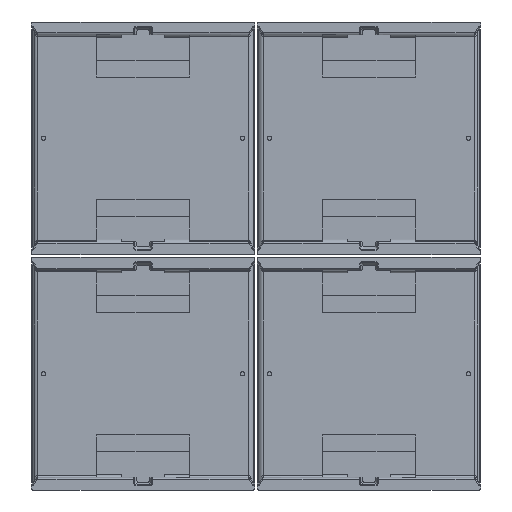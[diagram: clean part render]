
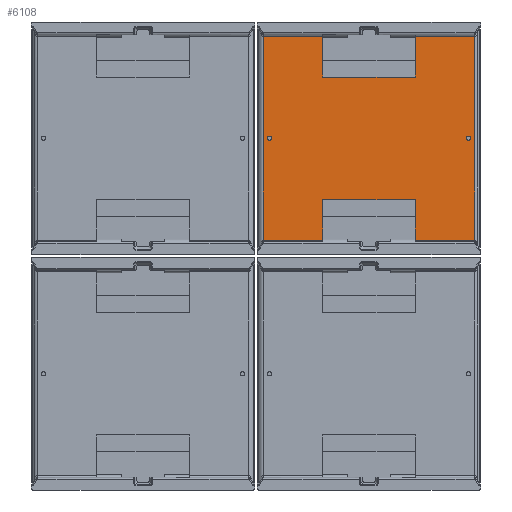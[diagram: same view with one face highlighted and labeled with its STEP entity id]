
A CAD part, front view. The second image highlights one B-rep face of the part: STEP entity #6108.
In plain terms, the highlighted planar face has unit normal (0, -1, 0).
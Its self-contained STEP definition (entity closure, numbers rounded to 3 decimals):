
#711=CARTESIAN_POINT('',(-12.543,2.4,-12.079));
#791=DIRECTION('',(1.,0.,0.));
#792=VECTOR('',#791,7.019);
#793=CARTESIAN_POINT('',(-12.519,2.4,12.078));
#794=LINE('39527',#793,#792);
#798=DIRECTION('',(1.,0.,0.));
#799=VECTOR('',#798,11.);
#800=CARTESIAN_POINT('',(-5.5,2.4,7.275));
#801=LINE('25316',#800,#799);
#805=DIRECTION('',(1.,0.,0.));
#806=VECTOR('',#805,7.019);
#807=CARTESIAN_POINT('',(5.5,2.4,12.078));
#808=LINE('39581',#807,#806);
#812=CARTESIAN_POINT('',(12.519,2.4,12.078));
#813=CARTESIAN_POINT('',(12.522,2.4,12.078));
#814=CARTESIAN_POINT('',(12.527,2.4,12.079));
#815=CARTESIAN_POINT('',(12.535,2.4,12.079));
#816=CARTESIAN_POINT('',(12.54,2.4,12.079));
#817=CARTESIAN_POINT('',(12.543,2.4,12.079));
#822=DIRECTION('',(0.,0.,1.));
#823=VECTOR('',#822,24.159);
#824=CARTESIAN_POINT('',(12.543,2.4,-12.079));
#825=LINE('39614',#824,#823);
#829=CARTESIAN_POINT('',(12.543,2.4,-12.079));
#830=CARTESIAN_POINT('',(12.54,2.4,-12.079));
#831=CARTESIAN_POINT('',(12.535,2.4,-12.079));
#832=CARTESIAN_POINT('',(12.527,2.4,-12.079));
#833=CARTESIAN_POINT('',(12.522,2.4,-12.078));
#834=CARTESIAN_POINT('',(12.519,2.4,-12.078));
#839=DIRECTION('',(-1.,0.,0.));
#840=VECTOR('',#839,7.019);
#841=CARTESIAN_POINT('',(12.519,2.4,-12.078));
#842=LINE('39557',#841,#840);
#846=DIRECTION('',(-1.,0.,0.));
#847=VECTOR('',#846,11.);
#848=CARTESIAN_POINT('',(5.5,2.4,-7.275));
#849=LINE('25319',#848,#847);
#853=DIRECTION('',(-1.,0.,0.));
#854=VECTOR('',#853,7.019);
#855=CARTESIAN_POINT('',(-5.5,2.4,-12.078));
#856=LINE('39551',#855,#854);
#860=CARTESIAN_POINT('',(-12.519,2.4,-12.078));
#861=CARTESIAN_POINT('',(-12.522,2.4,-12.078));
#862=CARTESIAN_POINT('',(-12.527,2.4,-12.079));
#863=CARTESIAN_POINT('',(-12.535,2.4,-12.079));
#864=CARTESIAN_POINT('',(-12.54,2.4,-12.079));
#865=CARTESIAN_POINT('',(-12.543,2.4,-12.079));
#870=DIRECTION('',(0.,0.,-1.));
#871=VECTOR('',#870,24.159);
#872=CARTESIAN_POINT('',(-12.543,2.4,12.079));
#873=LINE('39613',#872,#871);
#877=CARTESIAN_POINT('',(-12.543,2.4,12.079));
#878=CARTESIAN_POINT('',(-12.54,2.4,12.079));
#879=CARTESIAN_POINT('',(-12.535,2.4,12.079));
#880=CARTESIAN_POINT('',(-12.527,2.4,12.079));
#881=CARTESIAN_POINT('',(-12.522,2.4,12.078));
#882=CARTESIAN_POINT('',(-12.519,2.4,12.078));
#887=CARTESIAN_POINT('',(-11.8,2.4,0.));
#888=DIRECTION('',(0.,-1.,0.));
#889=DIRECTION('',(1.,0.,0.));
#890=AXIS2_PLACEMENT_3D('',#887,#888,#889);
#895=CARTESIAN_POINT('',(-11.8,2.4,0.));
#896=DIRECTION('',(0.,-1.,0.));
#897=DIRECTION('',(-1.,0.,0.));
#898=AXIS2_PLACEMENT_3D('',#895,#896,#897);
#903=CARTESIAN_POINT('',(11.8,2.4,0.));
#904=DIRECTION('',(0.,-1.,0.));
#905=DIRECTION('',(1.,0.,0.));
#906=AXIS2_PLACEMENT_3D('',#903,#904,#905);
#911=CARTESIAN_POINT('',(11.8,2.4,0.));
#912=DIRECTION('',(0.,-1.,0.));
#913=DIRECTION('',(-1.,0.,0.));
#914=AXIS2_PLACEMENT_3D('',#911,#912,#913);
#1850=CARTESIAN_POINT('',(12.543,2.4,12.079));
#3156=DIRECTION('',(0.,0.,-1.));
#3157=VECTOR('',#3156,4.803);
#3158=CARTESIAN_POINT('',(5.5,2.4,12.078));
#3159=LINE('39592',#3158,#3157);
#3177=DIRECTION('',(0.,0.,1.));
#3178=VECTOR('',#3177,4.803);
#3179=CARTESIAN_POINT('',(-5.5,2.4,7.275));
#3180=LINE('39591',#3179,#3178);
#3275=DIRECTION('',(0.,0.,1.));
#3276=VECTOR('',#3275,4.803);
#3277=CARTESIAN_POINT('',(-5.5,2.4,-12.078));
#3278=LINE('39594',#3277,#3276);
#3296=DIRECTION('',(0.,0.,-1.));
#3297=VECTOR('',#3296,4.803);
#3298=CARTESIAN_POINT('',(5.5,2.4,-7.275));
#3299=LINE('39593',#3298,#3297);
#5433=CARTESIAN_POINT('',(-5.5,2.4,7.275));
#5434=CARTESIAN_POINT('',(5.5,2.4,7.275));
#5435=VERTEX_POINT('',#5433);
#5436=VERTEX_POINT('',#5434);
#5437=CARTESIAN_POINT('',(5.5,2.4,-7.275));
#5438=CARTESIAN_POINT('',(-5.5,2.4,-7.275));
#5439=VERTEX_POINT('',#5437);
#5440=VERTEX_POINT('',#5438);
#5605=CARTESIAN_POINT('',(-12.519,2.4,12.078));
#5606=CARTESIAN_POINT('',(-5.5,2.4,12.078));
#5607=VERTEX_POINT('',#5605);
#5608=VERTEX_POINT('',#5606);
#5613=VERTEX_POINT('',#877);
#5636=VERTEX_POINT('',#711);
#5638=VERTEX_POINT('',#860);
#5642=CARTESIAN_POINT('',(-5.5,2.4,-12.078));
#5643=VERTEX_POINT('',#5642);
#5647=CARTESIAN_POINT('',(12.519,2.4,-12.078));
#5648=CARTESIAN_POINT('',(5.5,2.4,-12.078));
#5649=VERTEX_POINT('',#5647);
#5650=VERTEX_POINT('',#5648);
#5655=VERTEX_POINT('',#829);
#5678=VERTEX_POINT('',#1850);
#5680=VERTEX_POINT('',#812);
#5684=CARTESIAN_POINT('',(5.5,2.4,12.078));
#5685=VERTEX_POINT('',#5684);
#5697=CARTESIAN_POINT('',(-11.55,2.4,0.));
#5698=CARTESIAN_POINT('',(-12.05,2.4,0.));
#5699=VERTEX_POINT('',#5697);
#5700=VERTEX_POINT('',#5698);
#5701=CARTESIAN_POINT('',(12.05,2.4,0.));
#5702=CARTESIAN_POINT('',(11.55,2.4,0.));
#5703=VERTEX_POINT('',#5701);
#5704=VERTEX_POINT('',#5702);
#6059=CARTESIAN_POINT('',(13.4,2.4,-13.96));
#6060=DIRECTION('',(0.,1.,0.));
#6061=DIRECTION('',(0.,0.,1.));
#6062=AXIS2_PLACEMENT_3D('',#6059,#6060,#6061);
#6063=PLANE('1970',#6062);
#6065=ORIENTED_EDGE('39527',*,*,#6064,.T.);
#6067=ORIENTED_EDGE('39591',*,*,#6066,.F.);
#6069=ORIENTED_EDGE('25316',*,*,#6068,.T.);
#6071=ORIENTED_EDGE('39592',*,*,#6070,.F.);
#6073=ORIENTED_EDGE('39581',*,*,#6072,.T.);
#6075=ORIENTED_EDGE('39578',*,*,#6074,.T.);
#6077=ORIENTED_EDGE('39614',*,*,#6076,.F.);
#6079=ORIENTED_EDGE('39559',*,*,#6078,.T.);
#6081=ORIENTED_EDGE('39557',*,*,#6080,.T.);
#6083=ORIENTED_EDGE('39593',*,*,#6082,.F.);
#6085=ORIENTED_EDGE('25319',*,*,#6084,.T.);
#6087=ORIENTED_EDGE('39594',*,*,#6086,.F.);
#6089=ORIENTED_EDGE('39551',*,*,#6088,.T.);
#6091=ORIENTED_EDGE('39548',*,*,#6090,.T.);
#6092=ORIENTED_EDGE('39613',*,*,#5936,.F.);
#6093=ORIENTED_EDGE('39529',*,*,#6050,.T.);
#6094=EDGE_LOOP('1970',(#6065,#6067,#6069,#6071,#6073,#6075,#6077,#6079,#6081,
#6083,#6085,#6087,#6089,#6091,#6092,#6093));
#6095=FACE_OUTER_BOUND('1970',#6094,.F.);
#6097=ORIENTED_EDGE('39703',*,*,#6096,.T.);
#6099=ORIENTED_EDGE('39704',*,*,#6098,.T.);
#6100=EDGE_LOOP('1970',(#6097,#6099));
#6101=FACE_BOUND('1970',#6100,.F.);
#6103=ORIENTED_EDGE('39705',*,*,#6102,.T.);
#6105=ORIENTED_EDGE('39706',*,*,#6104,.T.);
#6106=EDGE_LOOP('1970',(#6103,#6105));
#6107=FACE_BOUND('1970',#6106,.F.);
#6108=ADVANCED_FACE('1970',(#6095,#6101,#6107),#6063,.F.);
#818=B_SPLINE_CURVE_WITH_KNOTS('39578',3,(#812,#813,#814,#815,#816,#817),
.UNSPECIFIED.,.F.,.F.,(4,1,1,4),(0.,0.333,0.667,1.),
.UNSPECIFIED.);
#835=B_SPLINE_CURVE_WITH_KNOTS('39559',3,(#829,#830,#831,#832,#833,#834),
.UNSPECIFIED.,.F.,.F.,(4,1,1,4),(0.,0.333,0.667,1.),
.UNSPECIFIED.);
#866=B_SPLINE_CURVE_WITH_KNOTS('39548',3,(#860,#861,#862,#863,#864,#865),
.UNSPECIFIED.,.F.,.F.,(4,1,1,4),(0.,0.333,0.667,1.),
.UNSPECIFIED.);
#883=B_SPLINE_CURVE_WITH_KNOTS('39529',3,(#877,#878,#879,#880,#881,#882),
.UNSPECIFIED.,.F.,.F.,(4,1,1,4),(0.,0.333,0.667,1.),
.UNSPECIFIED.);
#891=CIRCLE('39703',#890,0.25);
#899=CIRCLE('39704',#898,0.25);
#907=CIRCLE('39705',#906,0.25);
#915=CIRCLE('39706',#914,0.25);
#5936=EDGE_CURVE('39613',#5613,#5636,#873,.T.);
#6050=EDGE_CURVE('39529',#5613,#5607,#883,.T.);
#6064=EDGE_CURVE('39527',#5607,#5608,#794,.T.);
#6066=EDGE_CURVE('39591',#5435,#5608,#3180,.T.);
#6068=EDGE_CURVE('25316',#5435,#5436,#801,.T.);
#6070=EDGE_CURVE('39592',#5685,#5436,#3159,.T.);
#6072=EDGE_CURVE('39581',#5685,#5680,#808,.T.);
#6074=EDGE_CURVE('39578',#5680,#5678,#818,.T.);
#6076=EDGE_CURVE('39614',#5655,#5678,#825,.T.);
#6078=EDGE_CURVE('39559',#5655,#5649,#835,.T.);
#6080=EDGE_CURVE('39557',#5649,#5650,#842,.T.);
#6082=EDGE_CURVE('39593',#5439,#5650,#3299,.T.);
#6084=EDGE_CURVE('25319',#5439,#5440,#849,.T.);
#6086=EDGE_CURVE('39594',#5643,#5440,#3278,.T.);
#6088=EDGE_CURVE('39551',#5643,#5638,#856,.T.);
#6090=EDGE_CURVE('39548',#5638,#5636,#866,.T.);
#6096=EDGE_CURVE('39703',#5699,#5700,#891,.T.);
#6098=EDGE_CURVE('39704',#5700,#5699,#899,.T.);
#6102=EDGE_CURVE('39705',#5703,#5704,#907,.T.);
#6104=EDGE_CURVE('39706',#5704,#5703,#915,.T.);
